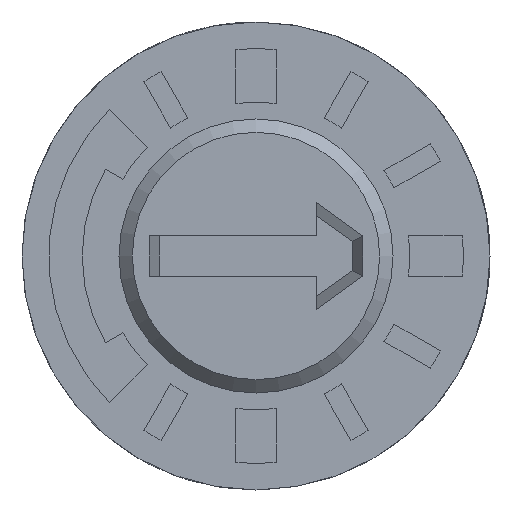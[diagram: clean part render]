
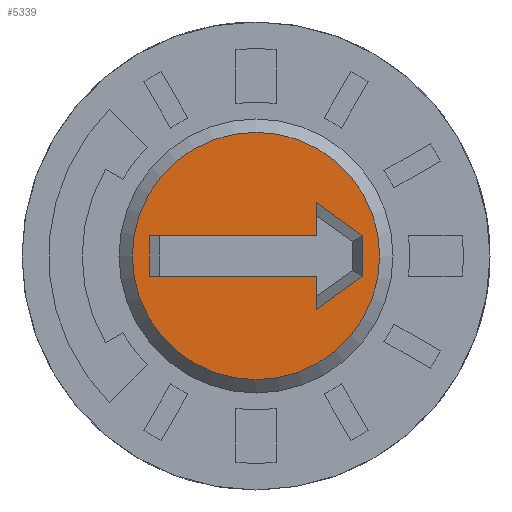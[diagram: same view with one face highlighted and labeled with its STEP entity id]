
A CAD part, left-side view. The second image highlights one B-rep face of the part: STEP entity #5339.
In plain terms, the highlighted planar face has unit normal (-1, 0, 0).
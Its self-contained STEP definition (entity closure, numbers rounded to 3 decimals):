
#171=CIRCLE('',#5721,1.85);
#344=PLANE('',#5723);
#1334=ORIENTED_EDGE('',*,*,#1992,.T.);
#1335=ORIENTED_EDGE('',*,*,#2007,.T.);
#1336=ORIENTED_EDGE('',*,*,#2005,.T.);
#1337=ORIENTED_EDGE('',*,*,#2003,.T.);
#1338=ORIENTED_EDGE('',*,*,#2001,.T.);
#1339=ORIENTED_EDGE('',*,*,#1999,.T.);
#1340=ORIENTED_EDGE('',*,*,#1997,.T.);
#1341=ORIENTED_EDGE('',*,*,#1995,.T.);
#1342=ORIENTED_EDGE('',*,*,#2009,.F.);
#1992=EDGE_CURVE('',#2412,#2413,#2755,.T.);
#1995=EDGE_CURVE('',#2414,#2412,#2758,.T.);
#1997=EDGE_CURVE('',#2415,#2414,#2760,.T.);
#1999=EDGE_CURVE('',#2416,#2415,#2762,.T.);
#2001=EDGE_CURVE('',#2417,#2416,#2764,.T.);
#2003=EDGE_CURVE('',#2418,#2417,#2766,.T.);
#2005=EDGE_CURVE('',#2419,#2418,#2768,.T.);
#2007=EDGE_CURVE('',#2413,#2419,#2770,.T.);
#2009=EDGE_CURVE('',#2421,#2421,#171,.T.);
#2412=VERTEX_POINT('',#8469);
#2413=VERTEX_POINT('',#8470);
#2414=VERTEX_POINT('',#8475);
#2415=VERTEX_POINT('',#8479);
#2416=VERTEX_POINT('',#8483);
#2417=VERTEX_POINT('',#8487);
#2418=VERTEX_POINT('',#8491);
#2419=VERTEX_POINT('',#8495);
#2421=VERTEX_POINT('',#8503);
#2755=LINE('',#8468,#3115);
#2758=LINE('',#8474,#3118);
#2760=LINE('',#8478,#3120);
#2762=LINE('',#8482,#3122);
#2764=LINE('',#8486,#3124);
#2766=LINE('',#8490,#3126);
#2768=LINE('',#8494,#3128);
#2770=LINE('',#8498,#3130);
#3115=VECTOR('',#6666,1000.);
#3118=VECTOR('',#6671,1000.);
#3120=VECTOR('',#6675,1000.);
#3122=VECTOR('',#6679,1000.);
#3124=VECTOR('',#6683,1000.);
#3126=VECTOR('',#6687,1000.);
#3128=VECTOR('',#6691,1000.);
#3130=VECTOR('',#6695,1000.);
#3445=EDGE_LOOP('',(#1334,#1335,#1336,#1337,#1338,#1339,#1340,#1341));
#3446=EDGE_LOOP('',(#1342));
#3732=FACE_BOUND('',#3445,.T.);
#3733=FACE_BOUND('',#3446,.T.);
#5339=ADVANCED_FACE('',(#3732,#3733),#344,.T.);
#5721=AXIS2_PLACEMENT_3D('',#8502,#6700,#6701);
#5723=AXIS2_PLACEMENT_3D('',#8505,#6704,#6705);
#6666=DIRECTION('',(0.,0.814,-0.581));
#6671=DIRECTION('',(0.,0.,-1.));
#6675=DIRECTION('',(0.,-0.814,-0.581));
#6679=DIRECTION('',(0.,0.,1.));
#6683=DIRECTION('',(0.,-1.,0.));
#6687=DIRECTION('',(0.,0.,1.));
#6691=DIRECTION('',(0.,1.,0.));
#6695=DIRECTION('',(0.,0.,1.));
#6700=DIRECTION('',(1.,0.,0.));
#6701=DIRECTION('',(0.,0.,-1.));
#6704=DIRECTION('',(-1.,0.,0.));
#6705=DIRECTION('',(0.,0.,1.));
#8468=CARTESIAN_POINT('',(-0.25,-1.557,-0.33));
#8469=CARTESIAN_POINT('',(-0.25,-1.6,-0.3));
#8470=CARTESIAN_POINT('',(-0.25,-0.9,-0.8));
#8474=CARTESIAN_POINT('',(-0.25,-1.6,1.85));
#8475=CARTESIAN_POINT('',(-0.25,-1.6,0.3));
#8478=CARTESIAN_POINT('',(-0.25,0.193,1.58));
#8479=CARTESIAN_POINT('',(-0.25,-0.9,0.8));
#8482=CARTESIAN_POINT('',(-0.25,-0.9,0.3));
#8483=CARTESIAN_POINT('',(-0.25,-0.9,0.3));
#8486=CARTESIAN_POINT('',(-0.25,1.6,0.3));
#8487=CARTESIAN_POINT('',(-0.25,1.6,0.3));
#8490=CARTESIAN_POINT('',(-0.25,1.6,1.85));
#8491=CARTESIAN_POINT('',(-0.25,1.6,-0.3));
#8494=CARTESIAN_POINT('',(-0.25,-0.9,-0.3));
#8495=CARTESIAN_POINT('',(-0.25,-0.9,-0.3));
#8498=CARTESIAN_POINT('',(-0.25,-0.9,-0.8));
#8502=CARTESIAN_POINT('',(-0.25,0.,0.));
#8503=CARTESIAN_POINT('',(-0.25,0.,-1.85));
#8505=CARTESIAN_POINT('',(-0.25,0.,1.85));
